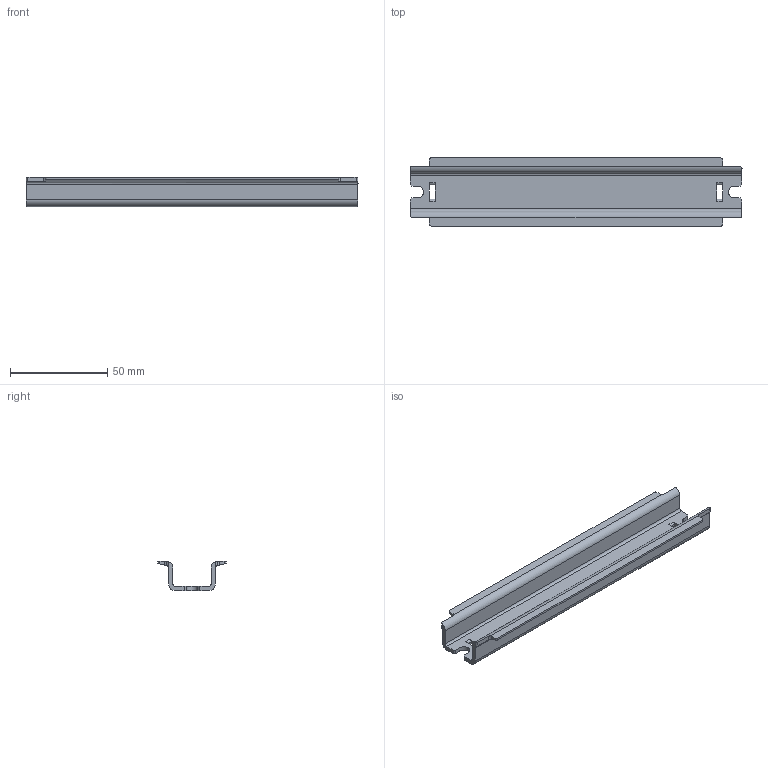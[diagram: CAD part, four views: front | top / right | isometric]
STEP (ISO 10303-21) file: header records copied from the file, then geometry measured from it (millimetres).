
FILE_DESCRIPTION( ( 'STEP AP214' ), '1' );
FILE_NAME( 'cl2_15.stp', '2021-04-09T09:02:29', ( 'License CC BY-ND 4.0' ), ( 'CADENAS' ), ' ', 'PARTsolutions', ' ' );
FILE_SCHEMA( ( 'AUTOMOTIVE_DESIGN { 1 0 10303 214 1 1 1 1 }' ) );
Length unit declared in the file: millimetre
Products named in the file (1): _031437
Bounding box: 170.5 x 35 x 15 mm (x, y, z)
Volume: 19773.5 mm3; surface area: 19510.7 mm2
Topology: 1 solids, 1 shells, 66 faces, 188 edges, 124 vertices
Faces by surface type: plane 40, cylinder 26
Entity records: 2768 total; most frequent: CARTESIAN_POINT 475, ORIENTED_EDGE 376, DIRECTION 354, EDGE_CURVE 188, LINE 132, VECTOR 132, VERTEX_POINT 124, AXIS2_PLACEMENT_3D 111
